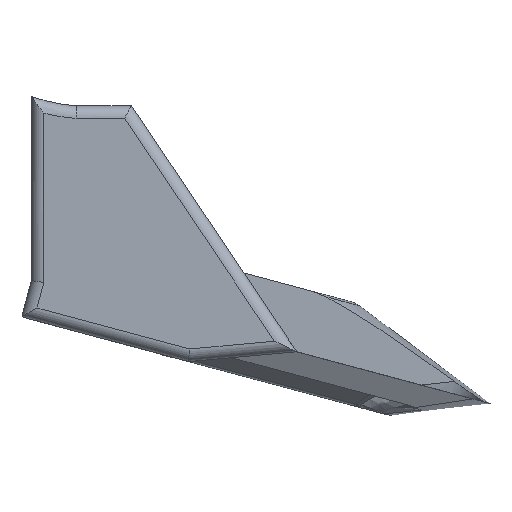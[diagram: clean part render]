
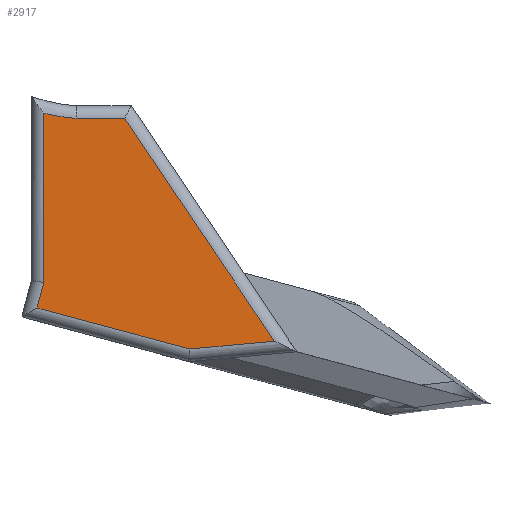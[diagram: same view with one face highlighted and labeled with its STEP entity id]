
A CAD part, front view. The second image highlights one B-rep face of the part: STEP entity #2917.
In plain terms, the highlighted planar face has unit normal (0, -1, 0).
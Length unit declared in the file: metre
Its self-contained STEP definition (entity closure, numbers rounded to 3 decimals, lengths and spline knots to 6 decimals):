
#281=CIRCLE('',#3181,0.06);
#484=LINE('',#4882,#671);
#485=LINE('',#4885,#672);
#486=LINE('',#4887,#673);
#487=LINE('',#4889,#674);
#488=LINE('',#4893,#675);
#489=LINE('',#4895,#676);
#671=VECTOR('',#3740,1.);
#672=VECTOR('',#3741,1.);
#673=VECTOR('',#3742,1.);
#674=VECTOR('',#3743,1.);
#675=VECTOR('',#3746,1.);
#676=VECTOR('',#3747,1.);
#996=ORIENTED_EDGE('',*,*,#1893,.T.);
#997=ORIENTED_EDGE('',*,*,#1894,.T.);
#998=ORIENTED_EDGE('',*,*,#1895,.T.);
#999=ORIENTED_EDGE('',*,*,#1896,.T.);
#1000=ORIENTED_EDGE('',*,*,#1897,.T.);
#1001=ORIENTED_EDGE('',*,*,#1898,.T.);
#1002=ORIENTED_EDGE('',*,*,#1899,.T.);
#1893=EDGE_CURVE('',#2332,#2333,#484,.F.);
#1894=EDGE_CURVE('',#2333,#2334,#485,.F.);
#1895=EDGE_CURVE('',#2334,#2335,#486,.F.);
#1896=EDGE_CURVE('',#2335,#2336,#487,.F.);
#1897=EDGE_CURVE('',#2336,#2337,#281,.F.);
#1898=EDGE_CURVE('',#2337,#2338,#488,.F.);
#1899=EDGE_CURVE('',#2338,#2332,#489,.T.);
#2332=VERTEX_POINT('',#4883);
#2333=VERTEX_POINT('',#4884);
#2334=VERTEX_POINT('',#4886);
#2335=VERTEX_POINT('',#4888);
#2336=VERTEX_POINT('',#4890);
#2337=VERTEX_POINT('',#4892);
#2338=VERTEX_POINT('',#4894);
#2508=EDGE_LOOP('',(#996,#997,#998,#999,#1000,#1001,#1002));
#2691=FACE_BOUND('',#2508,.T.);
#2864=PLANE('',#3180);
#2917=ADVANCED_FACE('',(#2691),#2864,.T.);
#3180=AXIS2_PLACEMENT_3D('',#4881,#3738,#3739);
#3181=AXIS2_PLACEMENT_3D('',#4891,#3744,#3745);
#3738=DIRECTION('',(0.,-1.,0.));
#3739=DIRECTION('',(-1.,0.,0.));
#3740=DIRECTION('',(-0.966,0.,0.259));
#3741=DIRECTION('',(-0.996,0.,-0.09));
#3742=DIRECTION('',(0.558,0.,-0.83));
#3743=DIRECTION('',(1.,0.,0.));
#3744=DIRECTION('',(0.,-1.,0.));
#3745=DIRECTION('',(0.,0.,-1.));
#3746=DIRECTION('',(0.,0.,1.));
#3747=DIRECTION('',(-0.259,0.,-0.966));
#4881=CARTESIAN_POINT('',(0.025789,-0.170401,0.028893));
#4882=CARTESIAN_POINT('',(0.036237,-0.170401,-0.009702));
#4883=CARTESIAN_POINT('',(-0.013365,-0.170401,0.003589));
#4884=CARTESIAN_POINT('',(0.03555,-0.170401,-0.009518));
#4885=CARTESIAN_POINT('',(0.069482,-0.170401,-0.006441));
#4886=CARTESIAN_POINT('',(0.062752,-0.170401,-0.007051));
#4887=CARTESIAN_POINT('',(0.013523,-0.170401,0.066118));
#4888=CARTESIAN_POINT('',(0.014712,-0.170401,0.064351));
#4889=CARTESIAN_POINT('',(-0.000709,-0.170401,0.064351));
#4890=CARTESIAN_POINT('',(-0.000852,-0.170401,0.064351));
#4891=CARTESIAN_POINT('',(0.003351,-0.170401,0.124204));
#4892=CARTESIAN_POINT('',(-0.011158,-0.170401,0.065985));
#4893=CARTESIAN_POINT('',(-0.011158,-0.170401,0.012351));
#4894=CARTESIAN_POINT('',(-0.011158,-0.170401,0.011825));
#4895=CARTESIAN_POINT('',(-0.004416,-0.170401,0.036986));
